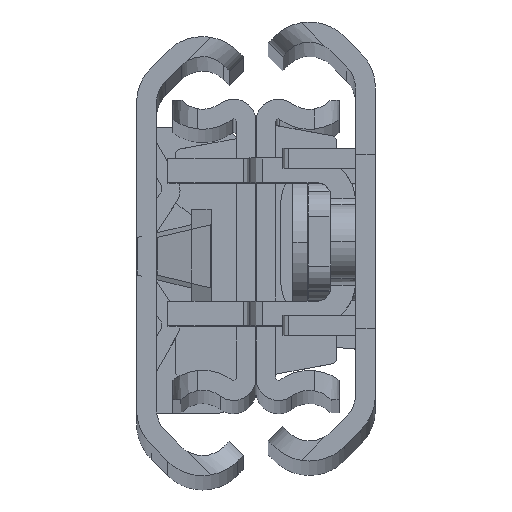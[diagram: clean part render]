
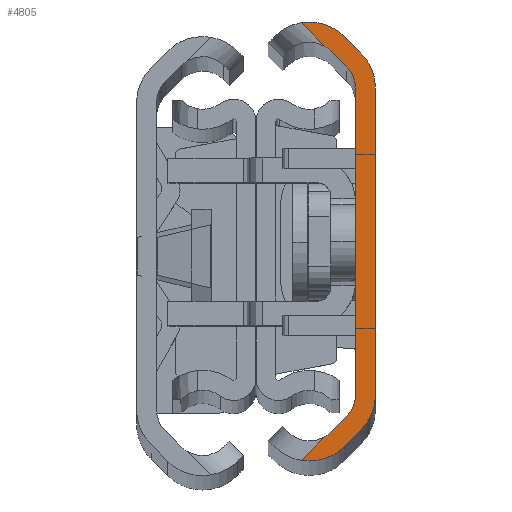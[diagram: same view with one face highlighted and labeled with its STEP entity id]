
A CAD part, top view. The second image highlights one B-rep face of the part: STEP entity #4805.
In plain terms, the highlighted face is planar.
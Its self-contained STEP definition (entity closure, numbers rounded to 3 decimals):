
#79 = DIRECTION ( 'NONE',  ( 0., 0., -1. ) ) ;
#223 = LINE ( 'NONE', #2416, #2158 ) ;
#537 = CIRCLE ( 'NONE', #2734, 3.98 ) ;
#588 = DIRECTION ( 'NONE',  ( 0., 0., -1. ) ) ;
#687 = CARTESIAN_POINT ( 'NONE',  ( 1.6, 0., -660.4 ) ) ;
#771 = VERTEX_POINT ( 'NONE', #13173 ) ;
#778 = DIRECTION ( 'NONE',  ( 1., 0., 0. ) ) ;
#791 = CARTESIAN_POINT ( 'NONE',  ( 5.347, 16.989, -660.4 ) ) ;
#1064 = VERTEX_POINT ( 'NONE', #3504 ) ;
#1100 = VERTEX_POINT ( 'NONE', #2350 ) ;
#1244 = EDGE_CURVE ( 'NONE', #10499, #3502, #10027, .T. ) ;
#1368 = VECTOR ( 'NONE', #9837, 1000. ) ;
#1484 = CARTESIAN_POINT ( 'NONE',  ( 3.617, 15.353, -660.4 ) ) ;
#1523 = CARTESIAN_POINT ( 'NONE',  ( 5.3, 13.67, -660.4 ) ) ;
#1526 = LINE ( 'NONE', #7880, #1368 ) ;
#1535 = LINE ( 'NONE', #7624, #5969 ) ;
#1641 = CARTESIAN_POINT ( 'NONE',  ( 4., 12.342, -660.4 ) ) ;
#1742 = CIRCLE ( 'NONE', #3496, 4. ) ;
#1806 = EDGE_CURVE ( 'NONE', #9685, #1100, #3459, .T. ) ;
#1859 = LINE ( 'NONE', #13035, #3278 ) ;
#2003 = CARTESIAN_POINT ( 'NONE',  ( 5.3, 13.67, -660.4 ) ) ;
#2090 = DIRECTION ( 'NONE',  ( 0., 0., -1. ) ) ;
#2136 = CARTESIAN_POINT ( 'NONE',  ( 4., -12.342, -660.4 ) ) ;
#2158 = VECTOR ( 'NONE', #9636, 1000. ) ;
#2275 = DIRECTION ( 'NONE',  ( 0., 0., 1. ) ) ;
#2301 = EDGE_CURVE ( 'NONE', #6937, #3245, #223, .T. ) ;
#2350 = CARTESIAN_POINT ( 'NONE',  ( 3.617, -15.353, -660.4 ) ) ;
#2416 = CARTESIAN_POINT ( 'NONE',  ( 2.303, 14.039, -660.4 ) ) ;
#2537 = CIRCLE ( 'NONE', #4500, 4. ) ;
#2671 = DIRECTION ( 'NONE',  ( 1., 0., 0. ) ) ;
#2682 = ORIENTED_EDGE ( 'NONE', *, *, #5979, .F. ) ;
#2734 = AXIS2_PLACEMENT_3D ( 'NONE', #1523, #5691, #4669 ) ;
#2749 = DIRECTION ( 'NONE',  ( 1., 0., 0. ) ) ;
#2960 = AXIS2_PLACEMENT_3D ( 'NONE', #3995, #12371, #778 ) ;
#2969 = CIRCLE ( 'NONE', #2960, 2.4 ) ;
#2972 = CARTESIAN_POINT ( 'NONE',  ( 5.3, -13.67, -660.4 ) ) ;
#3019 = AXIS2_PLACEMENT_3D ( 'NONE', #8167, #2090, #4276 ) ;
#3245 = VERTEX_POINT ( 'NONE', #1484 ) ;
#3278 = VECTOR ( 'NONE', #13236, 1000. ) ;
#3333 = CARTESIAN_POINT ( 'NONE',  ( 2.303, 14.039, -660.4 ) ) ;
#3459 = CIRCLE ( 'NONE', #3019, 2.38 ) ;
#3496 = AXIS2_PLACEMENT_3D ( 'NONE', #4934, #10032, #2749 ) ;
#3502 = VERTEX_POINT ( 'NONE', #5287 ) ;
#3504 = CARTESIAN_POINT ( 'NONE',  ( 2.486, 16.484, -660.4 ) ) ;
#3660 = EDGE_CURVE ( 'NONE', #10572, #10499, #1742, .T. ) ;
#3669 = EDGE_CURVE ( 'NONE', #9685, #3820, #1859, .T. ) ;
#3816 = CARTESIAN_POINT ( 'NONE',  ( 0., 12.342, -660.4 ) ) ;
#3820 = VERTEX_POINT ( 'NONE', #6158 ) ;
#3963 = DIRECTION ( 'NONE',  ( 0., 0., 1. ) ) ;
#3995 = CARTESIAN_POINT ( 'NONE',  ( 4., 12.342, -660.4 ) ) ;
#4092 = CIRCLE ( 'NONE', #4418, 2.4 ) ;
#4252 = EDGE_CURVE ( 'NONE', #1100, #10519, #8194, .T. ) ;
#4276 = DIRECTION ( 'NONE',  ( 1., 0., 0. ) ) ;
#4418 = AXIS2_PLACEMENT_3D ( 'NONE', #9935, #588, #5724 ) ;
#4500 = AXIS2_PLACEMENT_3D ( 'NONE', #1641, #3963, #2671 ) ;
#4624 = VERTEX_POINT ( 'NONE', #10270 ) ;
#4634 = CARTESIAN_POINT ( 'NONE',  ( 1.172, 15.17, -660.4 ) ) ;
#4669 = DIRECTION ( 'NONE',  ( 1., 0., 0. ) ) ;
#4717 = ORIENTED_EDGE ( 'NONE', *, *, #5059, .F. ) ;
#4805 = ADVANCED_FACE ( 'NONE', ( #9231 ), #12490, .F. ) ;
#4866 = VECTOR ( 'NONE', #7146, 1000. ) ;
#4903 = CARTESIAN_POINT ( 'NONE',  ( 2.303, -14.039, -660.4 ) ) ;
#4934 = CARTESIAN_POINT ( 'NONE',  ( 4., -12.342, -660.4 ) ) ;
#5059 = EDGE_CURVE ( 'NONE', #6570, #7937, #2537, .T. ) ;
#5086 = ORIENTED_EDGE ( 'NONE', *, *, #11247, .F. ) ;
#5287 = CARTESIAN_POINT ( 'NONE',  ( 2.486, -16.484, -660.4 ) ) ;
#5350 = DIRECTION ( 'NONE',  ( 1., 0., 0. ) ) ;
#5381 = EDGE_CURVE ( 'NONE', #10519, #6185, #4092, .T. ) ;
#5691 = DIRECTION ( 'NONE',  ( 0., 0., 1. ) ) ;
#5705 = DIRECTION ( 'NONE',  ( -0.707, -0.707, 0. ) ) ;
#5724 = DIRECTION ( 'NONE',  ( 1., 0., 0. ) ) ;
#5904 = CARTESIAN_POINT ( 'NONE',  ( 4.061, -15.702, -660.4 ) ) ;
#5925 = CARTESIAN_POINT ( 'NONE',  ( 0., -12.342, -660.4 ) ) ;
#5969 = VECTOR ( 'NONE', #5705, 1000. ) ;
#5979 = EDGE_CURVE ( 'NONE', #3245, #771, #8539, .T. ) ;
#5992 = LINE ( 'NONE', #791, #4866 ) ;
#6012 = CARTESIAN_POINT ( 'NONE',  ( 2.303, -14.039, -660.4 ) ) ;
#6043 = DIRECTION ( 'NONE',  ( 1., 0., 0. ) ) ;
#6158 = CARTESIAN_POINT ( 'NONE',  ( 5.955, -17.596, -660.4 ) ) ;
#6185 = VERTEX_POINT ( 'NONE', #9629 ) ;
#6286 = ORIENTED_EDGE ( 'NONE', *, *, #3660, .F. ) ;
#6314 = ORIENTED_EDGE ( 'NONE', *, *, #5381, .F. ) ;
#6391 = ORIENTED_EDGE ( 'NONE', *, *, #3669, .T. ) ;
#6570 = VERTEX_POINT ( 'NONE', #4634 ) ;
#6775 = ORIENTED_EDGE ( 'NONE', *, *, #9545, .F. ) ;
#6937 = VERTEX_POINT ( 'NONE', #3333 ) ;
#6943 = CARTESIAN_POINT ( 'NONE',  ( 1.172, -15.17, -660.4 ) ) ;
#7042 = ORIENTED_EDGE ( 'NONE', *, *, #1806, .F. ) ;
#7146 = DIRECTION ( 'NONE',  ( -0.707, -0.707, 0. ) ) ;
#7446 = AXIS2_PLACEMENT_3D ( 'NONE', #2003, #79, #5350 ) ;
#7555 = EDGE_CURVE ( 'NONE', #7937, #10572, #1526, .T. ) ;
#7624 = CARTESIAN_POINT ( 'NONE',  ( 1.172, 15.17, -660.4 ) ) ;
#7880 = CARTESIAN_POINT ( 'NONE',  ( 0., 0., -660.4 ) ) ;
#7937 = VERTEX_POINT ( 'NONE', #3816 ) ;
#8009 = LINE ( 'NONE', #687, #11001 ) ;
#8026 = DIRECTION ( 'NONE',  ( 0., 0., 1. ) ) ;
#8167 = CARTESIAN_POINT ( 'NONE',  ( 5.3, -13.67, -660.4 ) ) ;
#8194 = LINE ( 'NONE', #6012, #12000 ) ;
#8238 = VECTOR ( 'NONE', #9764, 1000. ) ;
#8539 = CIRCLE ( 'NONE', #7446, 2.38 ) ;
#8827 = ORIENTED_EDGE ( 'NONE', *, *, #12069, .F. ) ;
#8952 = ORIENTED_EDGE ( 'NONE', *, *, #12079, .F. ) ;
#9021 = CARTESIAN_POINT ( 'NONE',  ( 1.172, -15.17, -660.4 ) ) ;
#9145 = ORIENTED_EDGE ( 'NONE', *, *, #7555, .F. ) ;
#9165 = DIRECTION ( 'NONE',  ( 0., 1., 0. ) ) ;
#9214 = EDGE_CURVE ( 'NONE', #4624, #771, #5992, .T. ) ;
#9231 = FACE_OUTER_BOUND ( 'NONE', #11963, .T. ) ;
#9545 = EDGE_CURVE ( 'NONE', #1064, #6570, #1535, .T. ) ;
#9629 = CARTESIAN_POINT ( 'NONE',  ( 1.6, -12.342, -660.4 ) ) ;
#9636 = DIRECTION ( 'NONE',  ( 0.707, 0.707, 0. ) ) ;
#9685 = VERTEX_POINT ( 'NONE', #5904 ) ;
#9764 = DIRECTION ( 'NONE',  ( 0.707, -0.707, 0. ) ) ;
#9800 = CARTESIAN_POINT ( 'NONE',  ( 1.6, 12.342, -660.4 ) ) ;
#9837 = DIRECTION ( 'NONE',  ( 0., -1., 0. ) ) ;
#9846 = AXIS2_PLACEMENT_3D ( 'NONE', #2136, #2275, #10443 ) ;
#9935 = CARTESIAN_POINT ( 'NONE',  ( 4., -12.342, -660.4 ) ) ;
#10027 = LINE ( 'NONE', #9021, #8238 ) ;
#10032 = DIRECTION ( 'NONE',  ( 0., 0., 1. ) ) ;
#10270 = CARTESIAN_POINT ( 'NONE',  ( 5.955, 17.596, -660.4 ) ) ;
#10284 = ORIENTED_EDGE ( 'NONE', *, *, #11296, .F. ) ;
#10336 = VERTEX_POINT ( 'NONE', #9800 ) ;
#10358 = DIRECTION ( 'NONE',  ( -0.707, 0.707, 0. ) ) ;
#10443 = DIRECTION ( 'NONE',  ( 1., 0., 0. ) ) ;
#10499 = VERTEX_POINT ( 'NONE', #6943 ) ;
#10519 = VERTEX_POINT ( 'NONE', #4903 ) ;
#10572 = VERTEX_POINT ( 'NONE', #5925 ) ;
#10574 = CIRCLE ( 'NONE', #13409, 3.98 ) ;
#10834 = ORIENTED_EDGE ( 'NONE', *, *, #4252, .F. ) ;
#10953 = ORIENTED_EDGE ( 'NONE', *, *, #9214, .T. ) ;
#11001 = VECTOR ( 'NONE', #9165, 1000. ) ;
#11247 = EDGE_CURVE ( 'NONE', #4624, #1064, #537, .T. ) ;
#11296 = EDGE_CURVE ( 'NONE', #6185, #10336, #8009, .T. ) ;
#11747 = ORIENTED_EDGE ( 'NONE', *, *, #2301, .F. ) ;
#11963 = EDGE_LOOP ( 'NONE', ( #5086, #10953, #2682, #11747, #8827, #10284, #6314, #10834, #7042, #6391, #8952, #13297, #6286, #9145, #4717, #6775 ) ) ;
#12000 = VECTOR ( 'NONE', #10358, 1000. ) ;
#12069 = EDGE_CURVE ( 'NONE', #10336, #6937, #2969, .T. ) ;
#12079 = EDGE_CURVE ( 'NONE', #3502, #3820, #10574, .T. ) ;
#12371 = DIRECTION ( 'NONE',  ( 0., 0., -1. ) ) ;
#12490 = PLANE ( 'NONE',  #9846 ) ;
#13035 = CARTESIAN_POINT ( 'NONE',  ( 6.479, -18.12, -660.4 ) ) ;
#13173 = CARTESIAN_POINT ( 'NONE',  ( 4.061, 15.702, -660.4 ) ) ;
#13236 = DIRECTION ( 'NONE',  ( 0.707, -0.707, 0. ) ) ;
#13297 = ORIENTED_EDGE ( 'NONE', *, *, #1244, .F. ) ;
#13409 = AXIS2_PLACEMENT_3D ( 'NONE', #2972, #8026, #6043 ) ;
